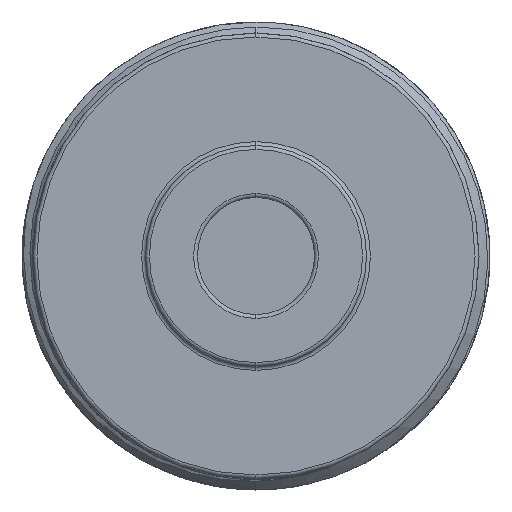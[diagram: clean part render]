
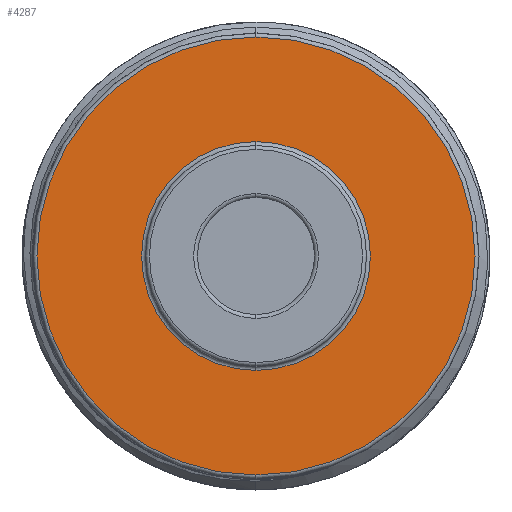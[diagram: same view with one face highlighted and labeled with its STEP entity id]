
A CAD part, front view. The second image highlights one B-rep face of the part: STEP entity #4287.
In plain terms, the highlighted planar face has unit normal (0, -1, 0).
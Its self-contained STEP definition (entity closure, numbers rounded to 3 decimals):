
#31 = CARTESIAN_POINT ( 'NONE',  ( 0., -61.2, 16.85 ) ) ;
#106 = CIRCLE ( 'NONE', #8997, 8.8 ) ;
#163 = EDGE_CURVE ( 'NONE', #2417, #8161, #6959, .T. ) ;
#289 = EDGE_LOOP ( 'NONE', ( #7488, #9523 ) ) ;
#618 = CIRCLE ( 'NONE', #4466, 16.85 ) ;
#755 = CARTESIAN_POINT ( 'NONE',  ( 0., -61.2, 0. ) ) ;
#780 = AXIS2_PLACEMENT_3D ( 'NONE', #755, #8482, #3389 ) ;
#930 = CIRCLE ( 'NONE', #4982, 8.8 ) ;
#1606 = CARTESIAN_POINT ( 'NONE',  ( 0., -61.2, 8.8 ) ) ;
#1975 = DIRECTION ( 'NONE',  ( 0., -1., 0. ) ) ;
#1993 = EDGE_CURVE ( 'NONE', #5987, #3774, #930, .T. ) ;
#2129 = FACE_OUTER_BOUND ( 'NONE', #289, .T. ) ;
#2253 = CARTESIAN_POINT ( 'NONE',  ( 0., -61.2, 0. ) ) ;
#2417 = VERTEX_POINT ( 'NONE', #10777 ) ;
#2498 = PLANE ( 'NONE',  #780 ) ;
#2913 = ORIENTED_EDGE ( 'NONE', *, *, #1993, .T. ) ;
#3066 = AXIS2_PLACEMENT_3D ( 'NONE', #7100, #1975, #7954 ) ;
#3136 = DIRECTION ( 'NONE',  ( 0., 0., -1. ) ) ;
#3211 = CARTESIAN_POINT ( 'NONE',  ( 0., -61.2, 0. ) ) ;
#3389 = DIRECTION ( 'NONE',  ( 0., 0., -1. ) ) ;
#3774 = VERTEX_POINT ( 'NONE', #1606 ) ;
#4061 = DIRECTION ( 'NONE',  ( 0., 0., -1. ) ) ;
#4264 = DIRECTION ( 'NONE',  ( 0., 1., 0. ) ) ;
#4287 = ADVANCED_FACE ( 'NONE', ( #4451, #2129 ), #2498, .T. ) ;
#4451 = FACE_BOUND ( 'NONE', #7058, .T. ) ;
#4466 = AXIS2_PLACEMENT_3D ( 'NONE', #2253, #8236, #3136 ) ;
#4982 = AXIS2_PLACEMENT_3D ( 'NONE', #9371, #4264, #10235 ) ;
#5987 = VERTEX_POINT ( 'NONE', #8186 ) ;
#6959 = CIRCLE ( 'NONE', #3066, 16.85 ) ;
#7058 = EDGE_LOOP ( 'NONE', ( #2913, #9478 ) ) ;
#7100 = CARTESIAN_POINT ( 'NONE',  ( 0., -61.2, 0. ) ) ;
#7488 = ORIENTED_EDGE ( 'NONE', *, *, #163, .T. ) ;
#7954 = DIRECTION ( 'NONE',  ( 0., 0., -1. ) ) ;
#8161 = VERTEX_POINT ( 'NONE', #31 ) ;
#8186 = CARTESIAN_POINT ( 'NONE',  ( 0., -61.2, -8.8 ) ) ;
#8236 = DIRECTION ( 'NONE',  ( 0., -1., 0. ) ) ;
#8482 = DIRECTION ( 'NONE',  ( 0., -1., 0. ) ) ;
#8997 = AXIS2_PLACEMENT_3D ( 'NONE', #3211, #9166, #4061 ) ;
#9166 = DIRECTION ( 'NONE',  ( 0., 1., 0. ) ) ;
#9371 = CARTESIAN_POINT ( 'NONE',  ( 0., -61.2, 0. ) ) ;
#9478 = ORIENTED_EDGE ( 'NONE', *, *, #10655, .T. ) ;
#9523 = ORIENTED_EDGE ( 'NONE', *, *, #10465, .T. ) ;
#10235 = DIRECTION ( 'NONE',  ( 0., 0., -1. ) ) ;
#10465 = EDGE_CURVE ( 'NONE', #8161, #2417, #618, .T. ) ;
#10655 = EDGE_CURVE ( 'NONE', #3774, #5987, #106, .T. ) ;
#10777 = CARTESIAN_POINT ( 'NONE',  ( 0., -61.2, -16.85 ) ) ;
